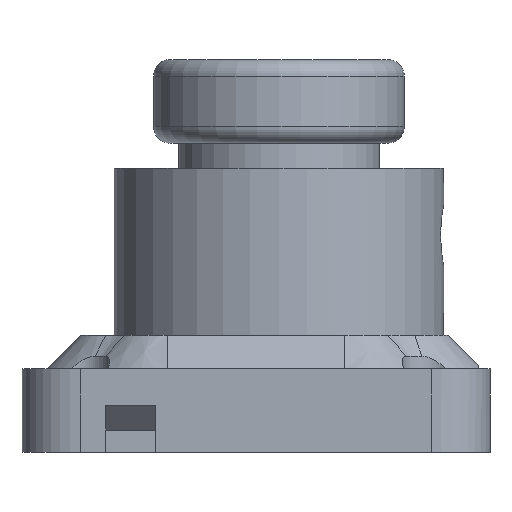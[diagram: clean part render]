
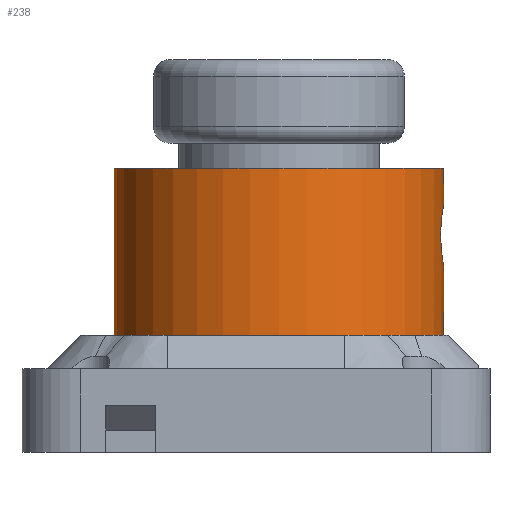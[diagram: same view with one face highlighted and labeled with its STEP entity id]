
A CAD part, left-side view. The second image highlights one B-rep face of the part: STEP entity #238.
In plain terms, the highlighted cylindrical face has radius 9.85 mm (diameter 19.7 mm), a full revolution.
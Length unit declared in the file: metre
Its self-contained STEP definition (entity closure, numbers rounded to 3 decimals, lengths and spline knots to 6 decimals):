
#238 = ADVANCED_FACE( '', ( #462, #463, #464 ), #465, .T. );
#462 = FACE_BOUND( '', #8956, .T. );
#463 = FACE_OUTER_BOUND( '', #8957, .T. );
#464 = FACE_OUTER_BOUND( '', #8958, .T. );
#465 = CYLINDRICAL_SURFACE( '', #8959, 0.00985 );
#8956 = EDGE_LOOP( '', ( #9614 ) );
#8957 = EDGE_LOOP( '', ( #9615 ) );
#8958 = EDGE_LOOP( '', ( #9616 ) );
#8959 = AXIS2_PLACEMENT_3D( '', #9617, #9618, #9619 );
#9614 = ORIENTED_EDGE( '', *, *, #10113, .T. );
#9615 = ORIENTED_EDGE( '', *, *, #10112, .F. );
#9616 = ORIENTED_EDGE( '', *, *, #10114, .T. );
#9617 = CARTESIAN_POINT( '', ( 0.00018, -0.00137, 0.017 ) );
#9618 = DIRECTION( '', ( 0., 0., 1. ) );
#9619 = DIRECTION( '', ( -1., 0., 0. ) );
#10112 = EDGE_CURVE( '', #10560, #10560, #10561, .T. );
#10113 = EDGE_CURVE( '', #10562, #10562, #10563, .T. );
#10114 = EDGE_CURVE( '', #10564, #10564, #10565, .T. );
#10560 = VERTEX_POINT( '', #12500 );
#10561 = CIRCLE( '', #12501, 0.00985 );
#10562 = VERTEX_POINT( '', #12502 );
#10563 = B_SPLINE_CURVE_WITH_KNOTS( '', 3, ( #12503, #12504, #12505, #12506, #12507, #12508, #12509, #12510, #12511, #12512, #12513, #12514, #12515, #12516, #12517, #12518, #12519, #12520, #12521, #12522, #12523, #12524, #12525, #12526, #12527, #12528, #12529, #12530, #12531, #12532, #12533, #12534, #12535, #12536, #12537, #12538, #12539, #12540, #12541, #12542, #12543, #12544, #12545, #12546, #12547, #12548, #12549, #12550, #12551, #12552, #12553, #12554 ), .UNSPECIFIED., .T., .F., ( 2, 2, 2, 2, 2, 2, 2, 2, 2, 2, 2, 2, 2, 2, 2, 2, 2, 2, 2, 2, 2, 2, 2, 2, 2, 2, 2, 2 ), ( -0.000705, 0., 0.000352, 0.000705, 0.001057, 0.00141, 0.002115, 0.002819, 0.003172, 0.003524, 0.004229, 0.004581, 0.004934, 0.005286, 0.005639, 0.006344, 0.006696, 0.007048, 0.007401, 0.007753, 0.008458, 0.008811, 0.009163, 0.009515, 0.009868, 0.010573, 0.011278, 0.01163 ), .UNSPECIFIED. );
#10564 = VERTEX_POINT( '', #12555 );
#10565 = CIRCLE( '', #12556, 0.00985 );
#12500 = CARTESIAN_POINT( '', ( 0.01003, -0.00137, 0.017 ) );
#12501 = AXIS2_PLACEMENT_3D( '', #12921, #12922, #12923 );
#12502 = CARTESIAN_POINT( '', ( 0.00018, -0.01122, 0.0112 ) );
#12503 = CARTESIAN_POINT( '', ( 0.000418, -0.01122, 0.0112 ) );
#12504 = CARTESIAN_POINT( '', ( 0.000061, -0.01122, 0.0112 ) );
#12505 = CARTESIAN_POINT( '', ( -0.000056, -0.011218, 0.011212 ) );
#12506 = CARTESIAN_POINT( '', ( -0.000287, -0.01121, 0.011258 ) );
#12507 = CARTESIAN_POINT( '', ( -0.000401, -0.011203, 0.011292 ) );
#12508 = CARTESIAN_POINT( '', ( -0.000619, -0.011188, 0.011383 ) );
#12509 = CARTESIAN_POINT( '', ( -0.000722, -0.011179, 0.011438 ) );
#12510 = CARTESIAN_POINT( '', ( -0.000918, -0.011159, 0.011569 ) );
#12511 = CARTESIAN_POINT( '', ( -0.00101, -0.011148, 0.011645 ) );
#12512 = CARTESIAN_POINT( '', ( -0.001259, -0.011116, 0.011893 ) );
#12513 = CARTESIAN_POINT( '', ( -0.001393, -0.011094, 0.012093 ) );
#12514 = CARTESIAN_POINT( '', ( -0.001572, -0.011063, 0.012526 ) );
#12515 = CARTESIAN_POINT( '', ( -0.00162, -0.011054, 0.012764 ) );
#12516 = CARTESIAN_POINT( '', ( -0.00162, -0.011054, 0.013117 ) );
#12517 = CARTESIAN_POINT( '', ( -0.001608, -0.011056, 0.013236 ) );
#12518 = CARTESIAN_POINT( '', ( -0.001562, -0.011065, 0.013467 ) );
#12519 = CARTESIAN_POINT( '', ( -0.001528, -0.011071, 0.01358 ) );
#12520 = CARTESIAN_POINT( '', ( -0.001393, -0.011094, 0.013907 ) );
#12521 = CARTESIAN_POINT( '', ( -0.001261, -0.011116, 0.014105 ) );
#12522 = CARTESIAN_POINT( '', ( -0.001009, -0.011148, 0.014356 ) );
#12523 = CARTESIAN_POINT( '', ( -0.000919, -0.011159, 0.014431 ) );
#12524 = CARTESIAN_POINT( '', ( -0.000724, -0.011179, 0.014561 ) );
#12525 = CARTESIAN_POINT( '', ( -0.000619, -0.011188, 0.014617 ) );
#12526 = CARTESIAN_POINT( '', ( -0.000401, -0.011203, 0.014708 ) );
#12527 = CARTESIAN_POINT( '', ( -0.000289, -0.01121, 0.014742 ) );
#12528 = CARTESIAN_POINT( '', ( -0.000058, -0.011218, 0.014788 ) );
#12529 = CARTESIAN_POINT( '', ( 0.000062, -0.01122, 0.0148 ) );
#12530 = CARTESIAN_POINT( '', ( 0.000414, -0.01122, 0.0148 ) );
#12531 = CARTESIAN_POINT( '', ( 0.000652, -0.011211, 0.014753 ) );
#12532 = CARTESIAN_POINT( '', ( 0.000977, -0.011188, 0.014618 ) );
#12533 = CARTESIAN_POINT( '', ( 0.001082, -0.011179, 0.014562 ) );
#12534 = CARTESIAN_POINT( '', ( 0.001278, -0.011159, 0.014431 ) );
#12535 = CARTESIAN_POINT( '', ( 0.001369, -0.011148, 0.014357 ) );
#12536 = CARTESIAN_POINT( '', ( 0.001535, -0.011127, 0.014191 ) );
#12537 = CARTESIAN_POINT( '', ( 0.001611, -0.011116, 0.014099 ) );
#12538 = CARTESIAN_POINT( '', ( 0.001741, -0.011096, 0.013904 ) );
#12539 = CARTESIAN_POINT( '', ( 0.001797, -0.011087, 0.0138 ) );
#12540 = CARTESIAN_POINT( '', ( 0.001933, -0.011063, 0.013473 ) );
#12541 = CARTESIAN_POINT( '', ( 0.00198, -0.011054, 0.013239 ) );
#12542 = CARTESIAN_POINT( '', ( 0.00198, -0.011054, 0.012882 ) );
#12543 = CARTESIAN_POINT( '', ( 0.001969, -0.011056, 0.012765 ) );
#12544 = CARTESIAN_POINT( '', ( 0.001923, -0.011065, 0.012535 ) );
#12545 = CARTESIAN_POINT( '', ( 0.001888, -0.011071, 0.01242 ) );
#12546 = CARTESIAN_POINT( '', ( 0.001798, -0.011086, 0.012203 ) );
#12547 = CARTESIAN_POINT( '', ( 0.001743, -0.011095, 0.012099 ) );
#12548 = CARTESIAN_POINT( '', ( 0.001612, -0.011116, 0.011903 ) );
#12549 = CARTESIAN_POINT( '', ( 0.001536, -0.011127, 0.011811 ) );
#12550 = CARTESIAN_POINT( '', ( 0.001288, -0.011159, 0.011562 ) );
#12551 = CARTESIAN_POINT( '', ( 0.001088, -0.01118, 0.011428 ) );
#12552 = CARTESIAN_POINT( '', ( 0.000655, -0.011211, 0.011248 ) );
#12553 = CARTESIAN_POINT( '', ( 0.000418, -0.01122, 0.0112 ) );
#12554 = CARTESIAN_POINT( '', ( 0.000061, -0.01122, 0.0112 ) );
#12555 = CARTESIAN_POINT( '', ( 0.01003, -0.00137, 0.007 ) );
#12556 = AXIS2_PLACEMENT_3D( '', #12924, #12925, #12926 );
#12921 = CARTESIAN_POINT( '', ( 0.00018, -0.00137, 0.017 ) );
#12922 = DIRECTION( '', ( 0., 0., 1. ) );
#12923 = DIRECTION( '', ( 1., 0., 0. ) );
#12924 = CARTESIAN_POINT( '', ( 0.00018, -0.00137, 0.007 ) );
#12925 = DIRECTION( '', ( 0., 0., 1. ) );
#12926 = DIRECTION( '', ( 1., 0., 0. ) );
